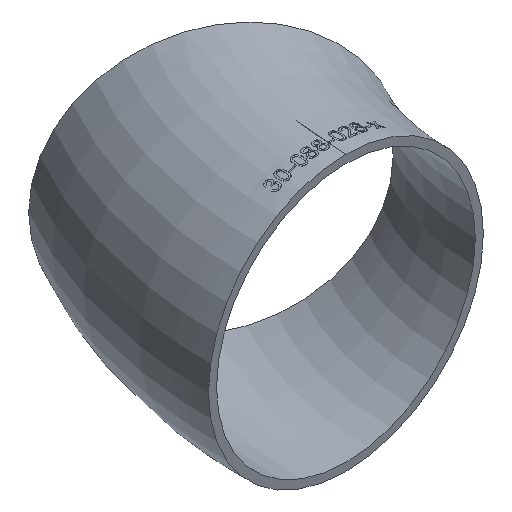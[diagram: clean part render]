
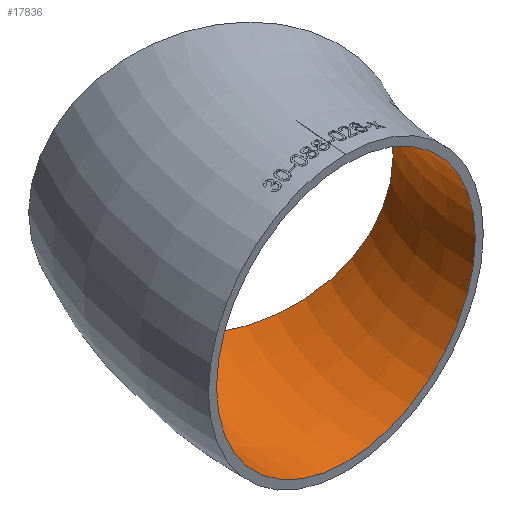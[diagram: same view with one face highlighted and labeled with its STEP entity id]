
A CAD part, isometric view. The second image highlights one B-rep face of the part: STEP entity #17836.
In plain terms, the highlighted toroidal (fillet/blend) face has major radius 114.5 mm and minor radius 41.85 mm.
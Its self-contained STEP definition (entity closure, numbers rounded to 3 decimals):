
#411 = DIRECTION ( 'NONE',  ( 0., 1., 0. ) ) ;
#2691 = FACE_OUTER_BOUND ( 'NONE', #7258, .T. ) ;
#2837 = DIRECTION ( 'NONE',  ( 0., 0., -1. ) ) ;
#4279 = AXIS2_PLACEMENT_3D ( 'NONE', #13287, #20274, #13856 ) ;
#5185 = EDGE_LOOP ( 'NONE', ( #18233 ) ) ;
#7258 = EDGE_LOOP ( 'NONE', ( #17203 ) ) ;
#9153 = VERTEX_POINT ( 'NONE', #18048 ) ;
#9400 = FACE_OUTER_BOUND ( 'NONE', #5185, .T. ) ;
#9468 = CARTESIAN_POINT ( 'NONE',  ( -114.5, 0., 0. ) ) ;
#11764 = EDGE_CURVE ( 'NONE', #17912, #17912, #27076, .T. ) ;
#13287 = CARTESIAN_POINT ( 'NONE',  ( -99.16, 57.25, 0. ) ) ;
#13856 = DIRECTION ( 'NONE',  ( -0.866, 0.5, 0. ) ) ;
#13857 = DIRECTION ( 'NONE',  ( 0., 0., 1. ) ) ;
#15689 = EDGE_CURVE ( 'NONE', #9153, #9153, #17424, .T. ) ;
#16011 = AXIS2_PLACEMENT_3D ( 'NONE', #16115, #2837, #20647 ) ;
#16115 = CARTESIAN_POINT ( 'NONE',  ( 0., 0., 0. ) ) ;
#17203 = ORIENTED_EDGE ( 'NONE', *, *, #11764, .T. ) ;
#17424 = CIRCLE ( 'NONE', #25798, 41.85 ) ;
#17836 = ADVANCED_FACE ( 'NONE', ( #2691, #9400 ), #26231, .F. ) ;
#17912 = VERTEX_POINT ( 'NONE', #26789 ) ;
#18048 = CARTESIAN_POINT ( 'NONE',  ( -114.5, 0., 41.85 ) ) ;
#18233 = ORIENTED_EDGE ( 'NONE', *, *, #15689, .F. ) ;
#20274 = DIRECTION ( 'NONE',  ( 0.5, 0.866, 0. ) ) ;
#20647 = DIRECTION ( 'NONE',  ( -1., 0., 0. ) ) ;
#25798 = AXIS2_PLACEMENT_3D ( 'NONE', #9468, #411, #13857 ) ;
#26231 = TOROIDAL_SURFACE ( 'NONE', #16011, 114.5, 41.85 ) ;
#26789 = CARTESIAN_POINT ( 'NONE',  ( -135.403, 78.175, 0. ) ) ;
#27076 = CIRCLE ( 'NONE', #4279, 41.85 ) ;
